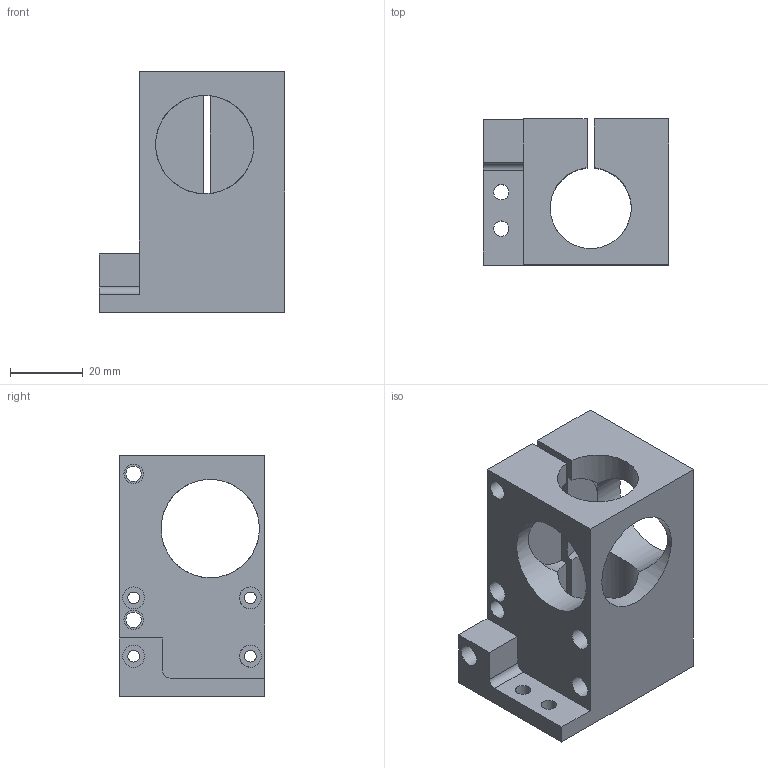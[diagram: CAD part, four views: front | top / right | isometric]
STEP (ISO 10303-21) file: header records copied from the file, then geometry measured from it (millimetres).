
FILE_DESCRIPTION(/* description */ (''),/* implementation_level */ '2;1');
FILE_NAME(/* name */ 'c0d489e0-d13c-4390-bbaa-ef8a70976138.stp',/* time_stamp */ '2022-07-09T21:01:40Z',/* author */ (''),/* organization */ (''),/* preprocessor_version */ 'ST-DEVELOPER v19',/* originating_system */ 'Autodesk Translation Framework v11.7.0.108',/* authorisation */ '');
FILE_SCHEMA (('AUTOMOTIVE_DESIGN { 1 0 10303 214 3 1 1 }'));
Length unit declared in the file: millimetre
Products named in the file (1): Cube
Bounding box: 51 x 40 x 66 mm (x, y, z)
Volume: 60447.2 mm3; surface area: 22856.2 mm2
Topology: 1 solids, 1 shells, 45 faces, 124 edges, 82 vertices
Faces by surface type: cylinder 26, plane 19
Full cylindrical faces by diameter (mm): 3.2 x4, 4.2 x2, 4.234 x2, 5.3 x2, 6 x6, 27 x3
Entity records: 1749 total; most frequent: CARTESIAN_POINT 472, DIRECTION 254, ORIENTED_EDGE 248, EDGE_CURVE 124, AXIS2_PLACEMENT_3D 96, VERTEX_POINT 82, EDGE_LOOP 80, LINE 62
